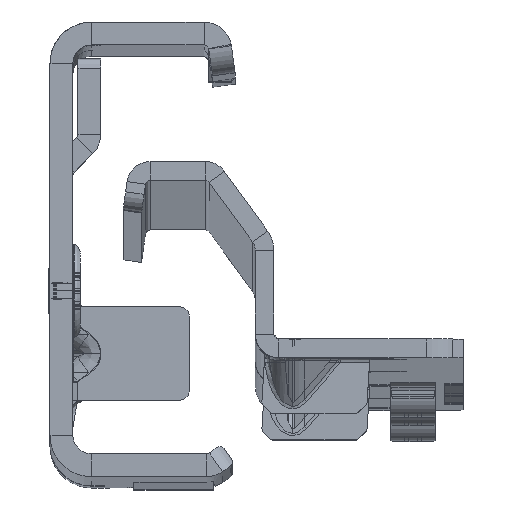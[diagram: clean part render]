
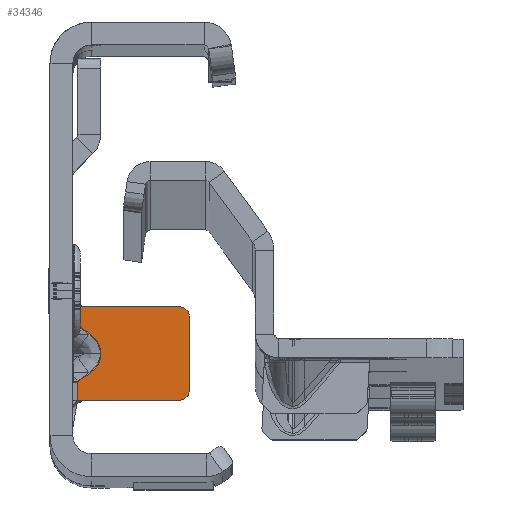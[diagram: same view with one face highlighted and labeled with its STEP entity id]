
A CAD part, top view. The second image highlights one B-rep face of the part: STEP entity #34346.
In plain terms, the highlighted planar face has unit normal (0, 0, 1).
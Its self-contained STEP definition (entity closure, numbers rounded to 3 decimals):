
#77 = CARTESIAN_POINT ( 'NONE',  ( 1.778, -7.393, -691.5 ) ) ;
#265 = VERTEX_POINT ( 'NONE', #29238 ) ;
#468 = DIRECTION ( 'NONE',  ( 1., 0., 0. ) ) ;
#1046 =( BOUNDED_CURVE ( )  B_SPLINE_CURVE ( 3, ( #1142, #25869, #1674, #23371 ),
 .UNSPECIFIED., .F., .F. ) 
 B_SPLINE_CURVE_WITH_KNOTS ( ( 4, 4 ),
 ( 2.356, 3.927 ),
 .UNSPECIFIED. ) 
 CURVE ( )  GEOMETRIC_REPRESENTATION_ITEM ( )  RATIONAL_B_SPLINE_CURVE ( ( 1., 0.805, 0.805, 1. ) ) 
 REPRESENTATION_ITEM ( '' )  );
#1142 = CARTESIAN_POINT ( 'NONE',  ( 1.778, -11.707, -691.5 ) ) ;
#1471 = DIRECTION ( 'NONE',  ( -1., 0., 0. ) ) ;
#1543 = ORIENTED_EDGE ( 'NONE', *, *, #29548, .T. ) ;
#1674 = CARTESIAN_POINT ( 'NONE',  ( 3.565, -8.657, -691.5 ) ) ;
#1833 = ORIENTED_EDGE ( 'NONE', *, *, #9539, .T. ) ;
#2216 = EDGE_CURVE ( 'NONE', #3422, #21521, #14199, .T. ) ;
#2273 = CARTESIAN_POINT ( 'NONE',  ( 11.5, -4.55, -691.5 ) ) ;
#2474 = CARTESIAN_POINT ( 'NONE',  ( 0.71, -4.55, -691.5 ) ) ;
#2580 = LINE ( 'NONE', #18587, #13294 ) ;
#2652 = DIRECTION ( 'NONE',  ( 0., 0., 1. ) ) ;
#2659 = EDGE_CURVE ( 'NONE', #31088, #3282, #11884, .T. ) ;
#3008 = CARTESIAN_POINT ( 'NONE',  ( 11.5, -13.55, -691.5 ) ) ;
#3282 = VERTEX_POINT ( 'NONE', #2474 ) ;
#3422 = VERTEX_POINT ( 'NONE', #28408 ) ;
#3439 = VERTEX_POINT ( 'NONE', #16870 ) ;
#3518 = CARTESIAN_POINT ( 'NONE',  ( -7.344, -14.55, -691.5 ) ) ;
#3532 = ORIENTED_EDGE ( 'NONE', *, *, #11599, .F. ) ;
#3987 = AXIS2_PLACEMENT_3D ( 'NONE', #3008, #16194, #26847 ) ;
#4093 = CARTESIAN_POINT ( 'NONE',  ( 0.57, -14.55, -691.5 ) ) ;
#4837 = VERTEX_POINT ( 'NONE', #77 ) ;
#5619 = LINE ( 'NONE', #27125, #24478 ) ;
#6077 = CARTESIAN_POINT ( 'NONE',  ( 12.5, -13.55, -691.5 ) ) ;
#6084 = CARTESIAN_POINT ( 'NONE',  ( 0.71, -14.55, -691.5 ) ) ;
#6090 = CARTESIAN_POINT ( 'NONE',  ( 12.5, -5.55, -691.5 ) ) ;
#6459 = EDGE_CURVE ( 'NONE', #21507, #265, #11230, .T. ) ;
#7009 = CARTESIAN_POINT ( 'NONE',  ( 2.628, -11.106, -691.5 ) ) ;
#7329 = LINE ( 'NONE', #34492, #34008 ) ;
#7508 = CARTESIAN_POINT ( 'NONE',  ( 0.71, -4.55, -691.5 ) ) ;
#8012 = VERTEX_POINT ( 'NONE', #11136 ) ;
#8095 = DIRECTION ( 'NONE',  ( 0., 0., -1. ) ) ;
#8609 = AXIS2_PLACEMENT_3D ( 'NONE', #32147, #2652, #21681 ) ;
#8639 = DIRECTION ( 'NONE',  ( -0.816, 0.577, 0. ) ) ;
#9539 = EDGE_CURVE ( 'NONE', #18431, #3282, #7329, .T. ) ;
#9831 = CARTESIAN_POINT ( 'NONE',  ( 0.64, -4.55, -691.5 ) ) ;
#10423 = DIRECTION ( 'NONE',  ( 0., 1., 0. ) ) ;
#10437 = VECTOR ( 'NONE', #12355, 1000. ) ;
#10580 = VERTEX_POINT ( 'NONE', #6077 ) ;
#10879 = ORIENTED_EDGE ( 'NONE', *, *, #15351, .F. ) ;
#11136 = CARTESIAN_POINT ( 'NONE',  ( 0.5, -6.49, -691.5 ) ) ;
#11230 = LINE ( 'NONE', #29865, #29413 ) ;
#11562 = ORIENTED_EDGE ( 'NONE', *, *, #33586, .T. ) ;
#11599 = EDGE_CURVE ( 'NONE', #3439, #4837, #1046, .T. ) ;
#11781 = LINE ( 'NONE', #25647, #28780 ) ;
#11884 = B_SPLINE_CURVE_WITH_KNOTS ( 'NONE', 3,
 ( #12506, #34149, #9831, #7508 ),
 .UNSPECIFIED., .F., .F.,
 ( 4, 4 ),
 ( 0., 0. ),
 .UNSPECIFIED. ) ;
#12355 = DIRECTION ( 'NONE',  ( 0.816, 0.577, 0. ) ) ;
#12506 = CARTESIAN_POINT ( 'NONE',  ( 0.5, -4.55, -691.5 ) ) ;
#12875 = ORIENTED_EDGE ( 'NONE', *, *, #28898, .T. ) ;
#13130 = AXIS2_PLACEMENT_3D ( 'NONE', #32419, #8095, #10423 ) ;
#13294 = VECTOR ( 'NONE', #27104, 1000. ) ;
#14199 = LINE ( 'NONE', #3518, #17422 ) ;
#14230 = CARTESIAN_POINT ( 'NONE',  ( 0.5, -4.55, -691.5 ) ) ;
#14257 = EDGE_CURVE ( 'NONE', #4837, #8012, #5619, .T. ) ;
#15351 = EDGE_CURVE ( 'NONE', #265, #3439, #33461, .T. ) ;
#16194 = DIRECTION ( 'NONE',  ( 0., 0., 1. ) ) ;
#16697 = ORIENTED_EDGE ( 'NONE', *, *, #25899, .F. ) ;
#16870 = CARTESIAN_POINT ( 'NONE',  ( 1.778, -11.707, -691.5 ) ) ;
#17422 = VECTOR ( 'NONE', #468, 1000. ) ;
#18179 = CIRCLE ( 'NONE', #3987, 1. ) ;
#18286 = EDGE_CURVE ( 'NONE', #21507, #3422, #20889, .T. ) ;
#18431 = VERTEX_POINT ( 'NONE', #2273 ) ;
#18587 = CARTESIAN_POINT ( 'NONE',  ( 0.5, 22.3, -691.5 ) ) ;
#18736 = ORIENTED_EDGE ( 'NONE', *, *, #2659, .F. ) ;
#18743 = VERTEX_POINT ( 'NONE', #6090 ) ;
#19263 = CARTESIAN_POINT ( 'NONE',  ( 0.5, -14.55, -691.5 ) ) ;
#20889 = B_SPLINE_CURVE_WITH_KNOTS ( 'NONE', 3,
 ( #30414, #4093, #28608, #6084 ),
 .UNSPECIFIED., .F., .F.,
 ( 4, 4 ),
 ( 0., 0. ),
 .UNSPECIFIED. ) ;
#21180 = ORIENTED_EDGE ( 'NONE', *, *, #6459, .F. ) ;
#21507 = VERTEX_POINT ( 'NONE', #19263 ) ;
#21521 = VERTEX_POINT ( 'NONE', #30279 ) ;
#21595 = PLANE ( 'NONE',  #13130 ) ;
#21681 = DIRECTION ( 'NONE',  ( 0., 1., 0. ) ) ;
#22605 = DIRECTION ( 'NONE',  ( 0., 1., 0. ) ) ;
#23371 = CARTESIAN_POINT ( 'NONE',  ( 1.778, -7.393, -691.5 ) ) ;
#24478 = VECTOR ( 'NONE', #8639, 1000. ) ;
#25304 = ORIENTED_EDGE ( 'NONE', *, *, #18286, .T. ) ;
#25647 = CARTESIAN_POINT ( 'NONE',  ( 12.5, 22.3, -691.5 ) ) ;
#25869 = CARTESIAN_POINT ( 'NONE',  ( 3.565, -10.443, -691.5 ) ) ;
#25899 = EDGE_CURVE ( 'NONE', #8012, #31088, #2580, .T. ) ;
#26847 = DIRECTION ( 'NONE',  ( 0., 1., 0. ) ) ;
#27104 = DIRECTION ( 'NONE',  ( 0., 1., 0. ) ) ;
#27125 = CARTESIAN_POINT ( 'NONE',  ( 1.35, -7.091, -691.5 ) ) ;
#27216 = DIRECTION ( 'NONE',  ( 0., 1., 0. ) ) ;
#28408 = CARTESIAN_POINT ( 'NONE',  ( 0.71, -14.55, -691.5 ) ) ;
#28493 = CIRCLE ( 'NONE', #8609, 1. ) ;
#28608 = CARTESIAN_POINT ( 'NONE',  ( 0.64, -14.55, -691.5 ) ) ;
#28780 = VECTOR ( 'NONE', #22605, 1000. ) ;
#28898 = EDGE_CURVE ( 'NONE', #18743, #18431, #28493, .T. ) ;
#29238 = CARTESIAN_POINT ( 'NONE',  ( 0.5, -12.61, -691.5 ) ) ;
#29413 = VECTOR ( 'NONE', #27216, 1000. ) ;
#29548 = EDGE_CURVE ( 'NONE', #10580, #18743, #11781, .T. ) ;
#29865 = CARTESIAN_POINT ( 'NONE',  ( 0.5, 22.3, -691.5 ) ) ;
#30279 = CARTESIAN_POINT ( 'NONE',  ( 11.5, -14.55, -691.5 ) ) ;
#30414 = CARTESIAN_POINT ( 'NONE',  ( 0.5, -14.55, -691.5 ) ) ;
#31088 = VERTEX_POINT ( 'NONE', #14230 ) ;
#32147 = CARTESIAN_POINT ( 'NONE',  ( 11.5, -5.55, -691.5 ) ) ;
#32419 = CARTESIAN_POINT ( 'NONE',  ( -7.344, 22.3, -691.5 ) ) ;
#33461 = LINE ( 'NONE', #7009, #10437 ) ;
#33533 = ORIENTED_EDGE ( 'NONE', *, *, #14257, .F. ) ;
#33586 = EDGE_CURVE ( 'NONE', #21521, #10580, #18179, .T. ) ;
#34008 = VECTOR ( 'NONE', #1471, 1000. ) ;
#34149 = CARTESIAN_POINT ( 'NONE',  ( 0.57, -4.55, -691.5 ) ) ;
#34346 = ADVANCED_FACE ( 'NONE', ( #34734 ), #21595, .F. ) ;
#34448 = EDGE_LOOP ( 'NONE', ( #33533, #3532, #10879, #21180, #25304, #34654, #11562, #1543, #12875, #1833, #18736, #16697 ) ) ;
#34492 = CARTESIAN_POINT ( 'NONE',  ( -7.344, -4.55, -691.5 ) ) ;
#34654 = ORIENTED_EDGE ( 'NONE', *, *, #2216, .T. ) ;
#34734 = FACE_OUTER_BOUND ( 'NONE', #34448, .T. ) ;
